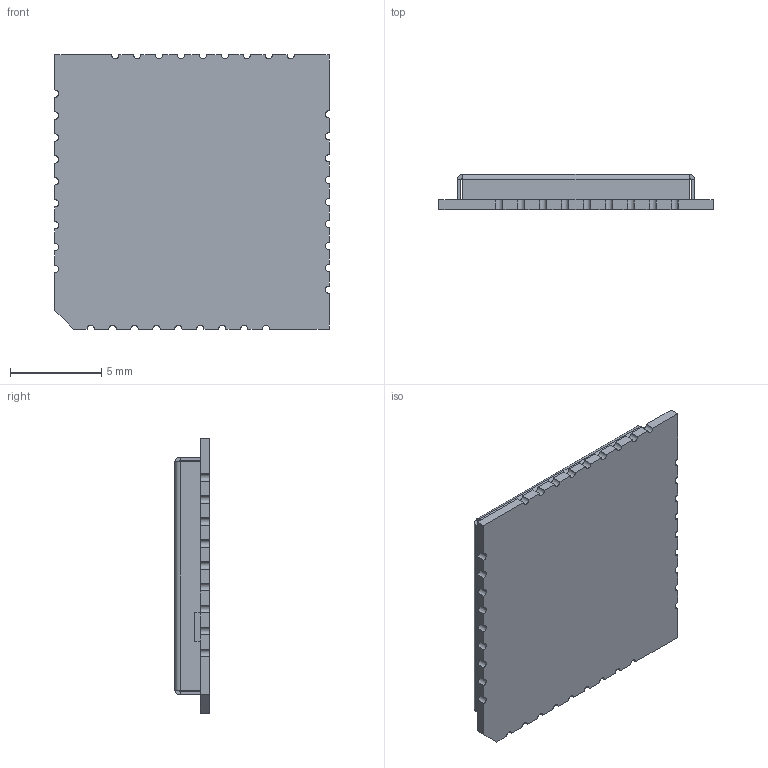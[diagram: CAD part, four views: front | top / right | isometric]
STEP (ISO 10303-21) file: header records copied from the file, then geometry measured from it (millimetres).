
FILE_DESCRIPTION((''),'2;1');
FILE_NAME('PWB-RAK4260_ASM','2020-12-09T',('lina'),(''),'PRO/ENGINEER BY PARAMETRIC TECHNOLOGY CORPORATION, 2010280','PRO/ENGINEER BY PARAMETRIC TECHNOLOGY CORPORATION, 2010280','');
FILE_SCHEMA(('AUTOMOTIVE_DESIGN { 1 2 10303 214 0 1 1 1 }'));
Length unit declared in the file: millimetre
Products named in the file (3): PWB-RAK4260; RAKU70580011; PWB-RAK4260_ASM
Assembly tree (2 placements, depth 2):
  PWB-RAK4260_ASM
    PWB-RAK4260
    RAKU70580011
Bounding box: 15 x 1.9 x 15 mm (x, y, z)
Volume: 155.5 mm3; surface area: 935.5 mm2
Topology: 2 solids, 2 shells, 131 faces, 850 edges, 1232 vertices
Faces by surface type: plane 85, cylinder 46
Entity records: 9241 total; most frequent: DIRECTION 1346, CARTESIAN_POINT 1249, PRESENTATION_STYLE_ASSIGNMENT 756, STYLED_ITEM 756, CURVE_STYLE 755, ORIENTED_EDGE 698, VECTOR 678, LINE 678
